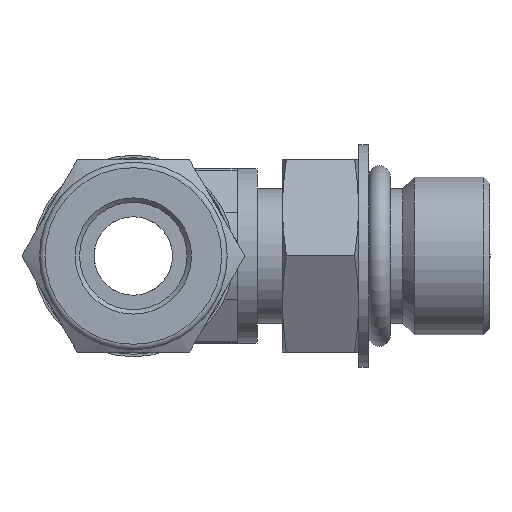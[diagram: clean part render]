
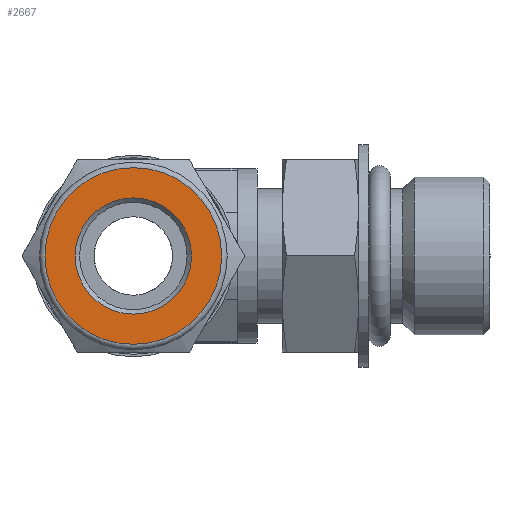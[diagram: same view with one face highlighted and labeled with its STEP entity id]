
A CAD part, left-side view. The second image highlights one B-rep face of the part: STEP entity #2667.
In plain terms, the highlighted planar face has unit normal (-1, 0, 0).
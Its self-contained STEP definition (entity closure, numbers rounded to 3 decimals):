
#124=FACE_BOUND('',#891,.T.);
#569=PLANE('',#2958);
#696=FACE_OUTER_BOUND('',#890,.T.);
#890=EDGE_LOOP('',(#2220));
#891=EDGE_LOOP('',(#2221));
#1061=CIRCLE('',#2959,8.);
#1062=CIRCLE('',#2960,5.265);
#1282=VERTEX_POINT('',#4687);
#1283=VERTEX_POINT('',#4689);
#1609=EDGE_CURVE('',#1282,#1282,#1061,.T.);
#1610=EDGE_CURVE('',#1283,#1283,#1062,.T.);
#2220=ORIENTED_EDGE('',*,*,#1609,.F.);
#2221=ORIENTED_EDGE('',*,*,#1610,.T.);
#2667=ADVANCED_FACE('',(#696,#124),#569,.T.);
#2958=AXIS2_PLACEMENT_3D('',#4686,#3608,#3609);
#2959=AXIS2_PLACEMENT_3D('',#4688,#3610,#3611);
#2960=AXIS2_PLACEMENT_3D('',#4690,#3612,#3613);
#3608=DIRECTION('center_axis',(-1.,0.,0.));
#3609=DIRECTION('ref_axis',(0.,0.,1.));
#3610=DIRECTION('center_axis',(1.,0.,0.));
#3611=DIRECTION('ref_axis',(0.,0.,-1.));
#3612=DIRECTION('center_axis',(1.,0.,0.));
#3613=DIRECTION('ref_axis',(0.,0.,-1.));
#4686=CARTESIAN_POINT('Origin',(-30.614,8.,0.));
#4687=CARTESIAN_POINT('',(-30.614,0.,8.));
#4688=CARTESIAN_POINT('Origin',(-30.614,0.,
0.));
#4689=CARTESIAN_POINT('',(-30.614,-5.265,0.));
#4690=CARTESIAN_POINT('Origin',(-30.614,0.,
0.));
